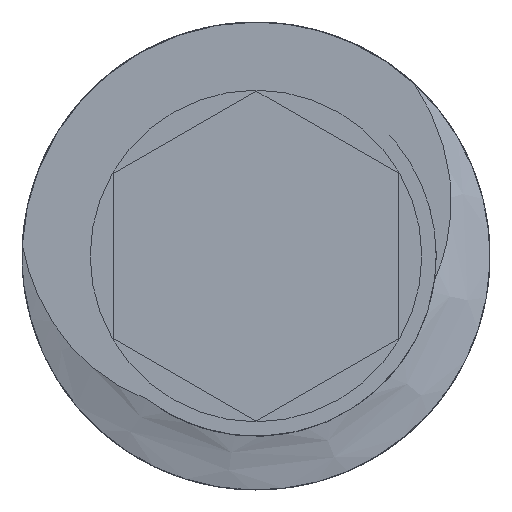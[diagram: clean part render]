
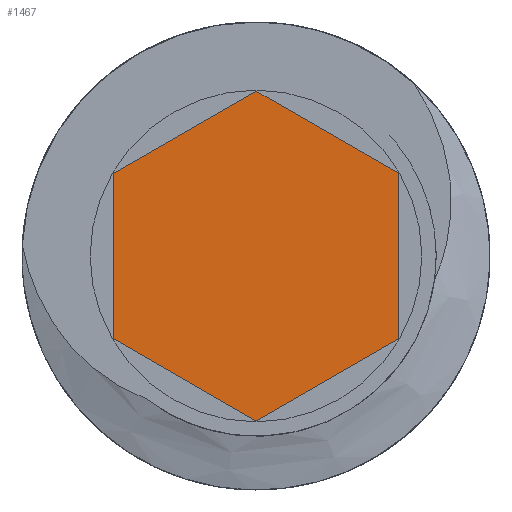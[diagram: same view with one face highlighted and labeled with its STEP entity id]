
A CAD part, left-side view. The second image highlights one B-rep face of the part: STEP entity #1467.
In plain terms, the highlighted planar face has unit normal (-1, 0, 0).
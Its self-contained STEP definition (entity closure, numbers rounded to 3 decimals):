
#24=PLANE('',#1570);
#93=FACE_OUTER_BOUND('',#173,.T.);
#173=EDGE_LOOP('',(#1121,#1122,#1123,#1124,#1125,#1126,#1127,#1128,#1129,
#1130,#1131,#1132));
#321=B_SPLINE_CURVE_WITH_KNOTS('',3,(#5023,#5024,#5025,#5026,#5027,#5028),
 .UNSPECIFIED.,.F.,.F.,(4,2,4),(0.,0.145,0.294),
 .UNSPECIFIED.);
#394=LINE('',#5019,#486);
#395=LINE('',#5021,#487);
#396=LINE('',#5030,#488);
#397=LINE('',#5032,#489);
#398=LINE('',#5034,#490);
#399=LINE('',#5036,#491);
#400=LINE('',#5038,#492);
#401=LINE('',#5040,#493);
#402=LINE('',#5042,#494);
#403=LINE('',#5044,#495);
#404=LINE('',#5045,#496);
#486=VECTOR('',#1776,10.);
#487=VECTOR('',#1777,10.);
#488=VECTOR('',#1778,10.);
#489=VECTOR('',#1779,10.);
#490=VECTOR('',#1780,10.);
#491=VECTOR('',#1781,10.);
#492=VECTOR('',#1782,10.);
#493=VECTOR('',#1783,10.);
#494=VECTOR('',#1784,10.);
#495=VECTOR('',#1785,10.);
#496=VECTOR('',#1786,10.);
#643=VERTEX_POINT('',#5017);
#644=VERTEX_POINT('',#5018);
#645=VERTEX_POINT('',#5020);
#646=VERTEX_POINT('',#5022);
#647=VERTEX_POINT('',#5029);
#648=VERTEX_POINT('',#5031);
#649=VERTEX_POINT('',#5033);
#650=VERTEX_POINT('',#5035);
#651=VERTEX_POINT('',#5037);
#652=VERTEX_POINT('',#5039);
#653=VERTEX_POINT('',#5041);
#654=VERTEX_POINT('',#5043);
#844=EDGE_CURVE('',#643,#644,#394,.T.);
#845=EDGE_CURVE('',#644,#645,#395,.T.);
#846=EDGE_CURVE('',#645,#646,#321,.T.);
#847=EDGE_CURVE('',#646,#647,#396,.T.);
#848=EDGE_CURVE('',#647,#648,#397,.T.);
#849=EDGE_CURVE('',#648,#649,#398,.T.);
#850=EDGE_CURVE('',#649,#650,#399,.T.);
#851=EDGE_CURVE('',#650,#651,#400,.T.);
#852=EDGE_CURVE('',#651,#652,#401,.T.);
#853=EDGE_CURVE('',#652,#653,#402,.T.);
#854=EDGE_CURVE('',#653,#654,#403,.T.);
#855=EDGE_CURVE('',#654,#643,#404,.T.);
#1121=ORIENTED_EDGE('',*,*,#844,.T.);
#1122=ORIENTED_EDGE('',*,*,#845,.T.);
#1123=ORIENTED_EDGE('',*,*,#846,.T.);
#1124=ORIENTED_EDGE('',*,*,#847,.T.);
#1125=ORIENTED_EDGE('',*,*,#848,.T.);
#1126=ORIENTED_EDGE('',*,*,#849,.T.);
#1127=ORIENTED_EDGE('',*,*,#850,.T.);
#1128=ORIENTED_EDGE('',*,*,#851,.T.);
#1129=ORIENTED_EDGE('',*,*,#852,.T.);
#1130=ORIENTED_EDGE('',*,*,#853,.T.);
#1131=ORIENTED_EDGE('',*,*,#854,.T.);
#1132=ORIENTED_EDGE('',*,*,#855,.T.);
#1467=ADVANCED_FACE('',(#93),#24,.T.);
#1570=AXIS2_PLACEMENT_3D('',#5016,#1774,#1775);
#1774=DIRECTION('center_axis',(-1.,0.,0.));
#1775=DIRECTION('ref_axis',(0.,0.,-1.));
#1776=DIRECTION('',(0.,0.866,-0.5));
#1777=DIRECTION('',(0.,0.,-1.));
#1778=DIRECTION('',(0.,-0.866,-0.5));
#1779=DIRECTION('',(0.,-0.866,0.5));
#1780=DIRECTION('',(0.,-0.866,0.5));
#1781=DIRECTION('',(0.,-0.866,0.5));
#1782=DIRECTION('',(0.,0.,1.));
#1783=DIRECTION('',(0.,0.866,0.5));
#1784=DIRECTION('',(0.,0.866,0.5));
#1785=DIRECTION('',(0.,0.866,0.5));
#1786=DIRECTION('',(0.,0.866,-0.5));
#5016=CARTESIAN_POINT('Origin',(101.,45.04,59.598));
#5017=CARTESIAN_POINT('',(101.,45.078,66.576));
#5018=CARTESIAN_POINT('',(101.,51.102,63.098));
#5019=CARTESIAN_POINT('',(101.,45.078,66.576));
#5020=CARTESIAN_POINT('',(101.,51.102,56.098));
#5021=CARTESIAN_POINT('',(101.,51.102,63.098));
#5022=CARTESIAN_POINT('',(101.,45.054,52.606));
#5023=CARTESIAN_POINT('Ctrl Pts',(101.,51.102,56.098));
#5024=CARTESIAN_POINT('Ctrl Pts',(101.,50.684,55.857));
#5025=CARTESIAN_POINT('Ctrl Pts',(101.,49.057,54.918));
#5026=CARTESIAN_POINT('Ctrl Pts',(101.,47.07,53.77));
#5027=CARTESIAN_POINT('Ctrl Pts',(101.,46.062,53.188));
#5028=CARTESIAN_POINT('Ctrl Pts',(101.,45.054,52.606));
#5029=CARTESIAN_POINT('',(101.,45.04,52.598));
#5030=CARTESIAN_POINT('',(101.,45.054,52.606));
#5031=CARTESIAN_POINT('',(101.,45.026,52.606));
#5032=CARTESIAN_POINT('',(101.,45.04,52.598));
#5033=CARTESIAN_POINT('',(101.,39.036,56.065));
#5034=CARTESIAN_POINT('',(101.,45.026,52.606));
#5035=CARTESIAN_POINT('',(101.,38.978,56.098));
#5036=CARTESIAN_POINT('',(101.,39.036,56.065));
#5037=CARTESIAN_POINT('',(101.,38.978,63.098));
#5038=CARTESIAN_POINT('',(101.,38.978,56.098));
#5039=CARTESIAN_POINT('',(101.,39.045,63.137));
#5040=CARTESIAN_POINT('',(101.,38.978,63.098));
#5041=CARTESIAN_POINT('',(101.,44.998,66.574));
#5042=CARTESIAN_POINT('',(101.,39.045,63.137));
#5043=CARTESIAN_POINT('',(101.,45.04,66.598));
#5044=CARTESIAN_POINT('',(101.,44.998,66.574));
#5045=CARTESIAN_POINT('',(101.,45.04,66.598));
